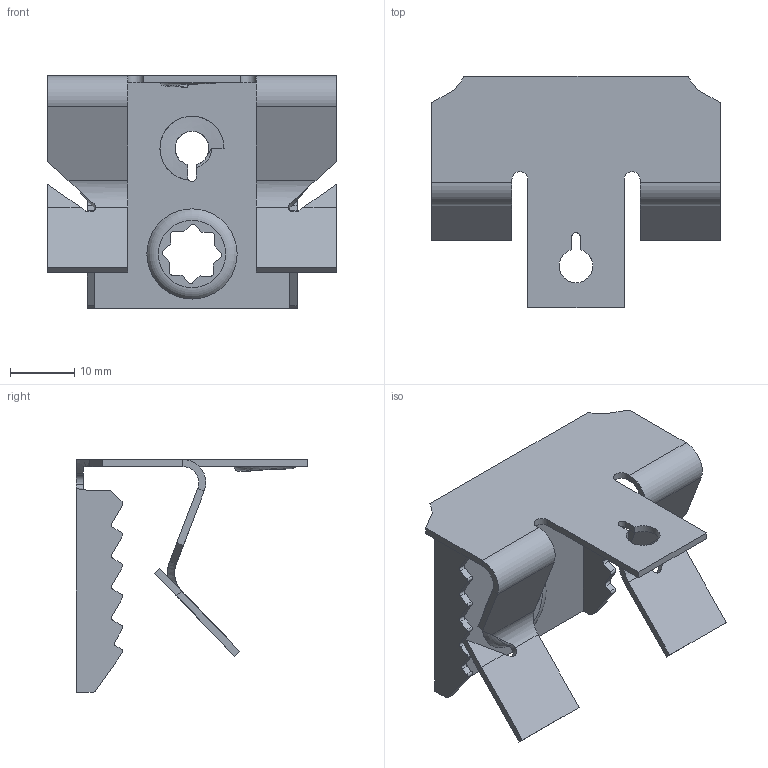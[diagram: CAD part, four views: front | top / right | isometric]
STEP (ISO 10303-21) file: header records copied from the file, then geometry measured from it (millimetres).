
FILE_DESCRIPTION (( 'STEP AP214' ), '1' );
FILE_NAME ('1488283.stp', '2024-03-12T13:28:13', ( '' ), ( '' ), 'SwSTEP 2.0', 'SolidWorks 2022', '' );
FILE_SCHEMA (( 'AUTOMOTIVE_DESIGN' ));
Length unit declared in the file: millimetre
Products named in the file (1): 1488283
Bounding box: 45 x 36.11 x 36.34 mm (x, y, z)
Volume: 3609.3 mm3; surface area: 7103.9 mm2
Topology: 1 solids, 1 shells, 180 faces, 492 edges, 316 vertices
Faces by surface type: plane 108, cylinder 56, bspline 13, torus 3
Entity records: 6781 total; most frequent: CARTESIAN_POINT 2264, ORIENTED_EDGE 978, DIRECTION 875, EDGE_CURVE 489, LINE 319, VECTOR 319, VERTEX_POINT 315, AXIS2_PLACEMENT_3D 278
